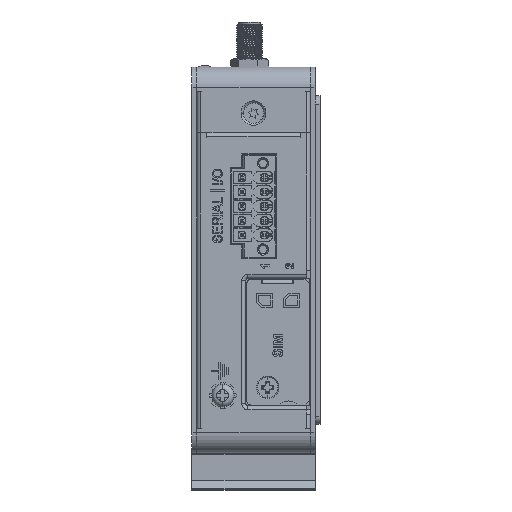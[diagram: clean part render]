
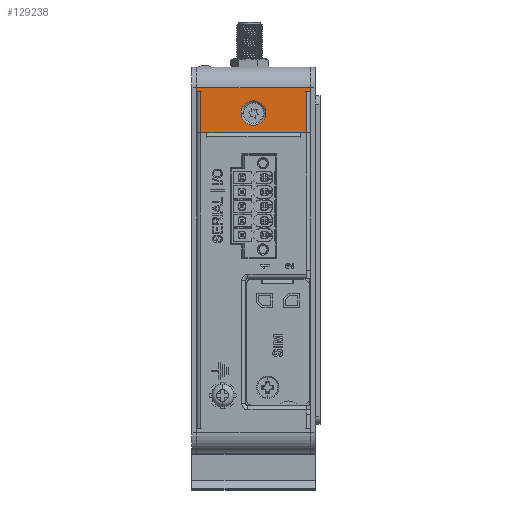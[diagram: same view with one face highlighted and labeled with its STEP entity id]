
A CAD part, left-side view. The second image highlights one B-rep face of the part: STEP entity #129238.
In plain terms, the highlighted planar face has unit normal (-1, 0, 0).
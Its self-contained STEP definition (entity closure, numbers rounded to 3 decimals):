
#898 = VERTEX_POINT ( 'NONE', #37539 ) ;
#3719 = DIRECTION ( 'NONE',  ( 0., 0., 1. ) ) ;
#5495 = VERTEX_POINT ( 'NONE', #34625 ) ;
#7461 = VERTEX_POINT ( 'NONE', #135137 ) ;
#8998 = LINE ( 'NONE', #25419, #114373 ) ;
#11420 = DIRECTION ( 'NONE',  ( 0., -1., 0. ) ) ;
#12138 = VERTEX_POINT ( 'NONE', #102837 ) ;
#12774 = EDGE_CURVE ( 'NONE', #58877, #26420, #39396, .T. ) ;
#12966 = CARTESIAN_POINT ( 'NONE',  ( -64.5, 6., 1.1 ) ) ;
#13636 = DIRECTION ( 'NONE',  ( -1., 0., 0. ) ) ;
#13903 = VECTOR ( 'NONE', #46690, 1000. ) ;
#14628 = LINE ( 'NONE', #99271, #40417 ) ;
#16046 = ORIENTED_EDGE ( 'NONE', *, *, #16268, .T. ) ;
#16268 = EDGE_CURVE ( 'NONE', #58877, #70634, #17730, .T. ) ;
#17221 = VERTEX_POINT ( 'NONE', #43614 ) ;
#17338 = CARTESIAN_POINT ( 'NONE',  ( -64.5, 5., 1.1 ) ) ;
#17730 = LINE ( 'NONE', #85119, #26317 ) ;
#18275 = CARTESIAN_POINT ( 'NONE',  ( -64.5, -2.069, 1. ) ) ;
#19108 = DIRECTION ( 'NONE',  ( 0., 0., -1. ) ) ;
#20222 = VECTOR ( 'NONE', #43436, 1000. ) ;
#20513 = DIRECTION ( 'NONE',  ( 0., 0., -1. ) ) ;
#21263 = EDGE_CURVE ( 'NONE', #54864, #109569, #50404, .T. ) ;
#21383 = CIRCLE ( 'NONE', #88297, 3. ) ;
#22714 = CIRCLE ( 'NONE', #161168, 3. ) ;
#23478 = ORIENTED_EDGE ( 'NONE', *, *, #28165, .F. ) ;
#24311 = EDGE_CURVE ( 'NONE', #5495, #86765, #14628, .T. ) ;
#25419 = CARTESIAN_POINT ( 'NONE',  ( -64.5, 5.9, 26.5 ) ) ;
#26317 = VECTOR ( 'NONE', #113433, 1000. ) ;
#26420 = VERTEX_POINT ( 'NONE', #30841 ) ;
#27441 = CARTESIAN_POINT ( 'NONE',  ( -64.5, 5., 0. ) ) ;
#28165 = EDGE_CURVE ( 'NONE', #26420, #113906, #34507, .T. ) ;
#30610 = EDGE_CURVE ( 'NONE', #32793, #12138, #22714, .T. ) ;
#30841 = CARTESIAN_POINT ( 'NONE',  ( -64.5, 6., 26.5 ) ) ;
#31392 = CARTESIAN_POINT ( 'NONE',  ( -64.5, 5.9, 26.5 ) ) ;
#32793 = VERTEX_POINT ( 'NONE', #47796 ) ;
#33155 = EDGE_CURVE ( 'NONE', #7461, #5495, #161614, .T. ) ;
#34285 = DIRECTION ( 'NONE',  ( -1., 0., 0. ) ) ;
#34507 = LINE ( 'NONE', #87316, #168094 ) ;
#34625 = CARTESIAN_POINT ( 'NONE',  ( -64.5, 6., 1. ) ) ;
#37539 = CARTESIAN_POINT ( 'NONE',  ( -64.5, 5., 27.6 ) ) ;
#38616 = CARTESIAN_POINT ( 'NONE',  ( -64.5, 5., 27.6 ) ) ;
#39396 = LINE ( 'NONE', #58384, #20222 ) ;
#39748 = ORIENTED_EDGE ( 'NONE', *, *, #48894, .F. ) ;
#40417 = VECTOR ( 'NONE', #3719, 1000. ) ;
#41377 = EDGE_CURVE ( 'NONE', #17221, #898, #140305, .T. ) ;
#42352 = ORIENTED_EDGE ( 'NONE', *, *, #149326, .T. ) ;
#42607 = EDGE_LOOP ( 'NONE', ( #39748, #62251 ) ) ;
#43436 = DIRECTION ( 'NONE',  ( 0., 0., -1. ) ) ;
#43614 = CARTESIAN_POINT ( 'NONE',  ( -64.5, 5.9, 27.6 ) ) ;
#43694 = ORIENTED_EDGE ( 'NONE', *, *, #41377, .F. ) ;
#45831 = DIRECTION ( 'NONE',  ( 0., -1., 0. ) ) ;
#46690 = DIRECTION ( 'NONE',  ( 0., 0., -1. ) ) ;
#47378 = VECTOR ( 'NONE', #79180, 1000. ) ;
#47600 = LINE ( 'NONE', #17338, #131591 ) ;
#47796 = CARTESIAN_POINT ( 'NONE',  ( -64.5, 11.2, 16.8 ) ) ;
#48298 = ORIENTED_EDGE ( 'NONE', *, *, #131455, .F. ) ;
#48894 = EDGE_CURVE ( 'NONE', #12138, #32793, #21383, .T. ) ;
#50404 = LINE ( 'NONE', #169674, #13903 ) ;
#53268 = CARTESIAN_POINT ( 'NONE',  ( -64.5, 11.2, 13.8 ) ) ;
#54864 = VERTEX_POINT ( 'NONE', #63857 ) ;
#54908 = VECTOR ( 'NONE', #127477, 1000. ) ;
#56802 = FACE_BOUND ( 'NONE', #42607, .T. ) ;
#58060 = DIRECTION ( 'NONE',  ( 0., -1., 0. ) ) ;
#58384 = CARTESIAN_POINT ( 'NONE',  ( -64.5, 6., 37.885 ) ) ;
#58877 = VERTEX_POINT ( 'NONE', #75008 ) ;
#62251 = ORIENTED_EDGE ( 'NONE', *, *, #30610, .F. ) ;
#62340 = LINE ( 'NONE', #91318, #47378 ) ;
#63857 = CARTESIAN_POINT ( 'NONE',  ( -64.5, 5.9, 1.1 ) ) ;
#66949 = VECTOR ( 'NONE', #11420, 1000. ) ;
#69077 = VECTOR ( 'NONE', #177737, 1000. ) ;
#70634 = VERTEX_POINT ( 'NONE', #129530 ) ;
#75008 = CARTESIAN_POINT ( 'NONE',  ( -64.5, 6., 26.6 ) ) ;
#77991 = ORIENTED_EDGE ( 'NONE', *, *, #86847, .F. ) ;
#79180 = DIRECTION ( 'NONE',  ( 0., 0., -1. ) ) ;
#82915 = ORIENTED_EDGE ( 'NONE', *, *, #128249, .F. ) ;
#85119 = CARTESIAN_POINT ( 'NONE',  ( -64.5, -2.069, 26.6 ) ) ;
#86765 = VERTEX_POINT ( 'NONE', #12966 ) ;
#86847 = EDGE_CURVE ( 'NONE', #898, #113478, #142453, .T. ) ;
#87316 = CARTESIAN_POINT ( 'NONE',  ( -64.5, 6., 26.5 ) ) ;
#88038 = ORIENTED_EDGE ( 'NONE', *, *, #24311, .T. ) ;
#88297 = AXIS2_PLACEMENT_3D ( 'NONE', #141185, #170224, #19108 ) ;
#91318 = CARTESIAN_POINT ( 'NONE',  ( -64.5, 16., 27.6 ) ) ;
#97354 = EDGE_CURVE ( 'NONE', #70634, #7461, #62340, .T. ) ;
#99271 = CARTESIAN_POINT ( 'NONE',  ( -64.5, 6., 27.6 ) ) ;
#102799 = CARTESIAN_POINT ( 'NONE',  ( -64.5, -2.069, 27.6 ) ) ;
#102837 = CARTESIAN_POINT ( 'NONE',  ( -64.5, 11.2, 10.8 ) ) ;
#105858 = CARTESIAN_POINT ( 'NONE',  ( -64.5, 5.9, 27.6 ) ) ;
#106563 = LINE ( 'NONE', #140767, #54908 ) ;
#109569 = VERTEX_POINT ( 'NONE', #132519 ) ;
#113433 = DIRECTION ( 'NONE',  ( 0., 1., 0. ) ) ;
#113478 = VERTEX_POINT ( 'NONE', #27441 ) ;
#113906 = VERTEX_POINT ( 'NONE', #31392 ) ;
#114373 = VECTOR ( 'NONE', #125739, 1000. ) ;
#121974 = ORIENTED_EDGE ( 'NONE', *, *, #12774, .F. ) ;
#125739 = DIRECTION ( 'NONE',  ( 0., 0., 1. ) ) ;
#127477 = DIRECTION ( 'NONE',  ( 0., 1., 0. ) ) ;
#128249 = EDGE_CURVE ( 'NONE', #113478, #109569, #106563, .T. ) ;
#129238 = ADVANCED_FACE ( 'NONE', ( #140816, #56802 ), #143148, .T. ) ;
#129530 = CARTESIAN_POINT ( 'NONE',  ( -64.5, 16., 26.6 ) ) ;
#131455 = EDGE_CURVE ( 'NONE', #113906, #17221, #8998, .T. ) ;
#131591 = VECTOR ( 'NONE', #58060, 1000. ) ;
#132519 = CARTESIAN_POINT ( 'NONE',  ( -64.5, 5.9, 0. ) ) ;
#135137 = CARTESIAN_POINT ( 'NONE',  ( -64.5, 16., 1. ) ) ;
#140100 = VECTOR ( 'NONE', #45831, 1000. ) ;
#140305 = LINE ( 'NONE', #105858, #66949 ) ;
#140767 = CARTESIAN_POINT ( 'NONE',  ( -64.5, -2.069, 0. ) ) ;
#140816 = FACE_OUTER_BOUND ( 'NONE', #162511, .T. ) ;
#141185 = CARTESIAN_POINT ( 'NONE',  ( -64.5, 11.2, 13.8 ) ) ;
#142453 = LINE ( 'NONE', #38616, #69077 ) ;
#143148 = PLANE ( 'NONE',  #170371 ) ;
#143444 = ORIENTED_EDGE ( 'NONE', *, *, #97354, .T. ) ;
#144305 = ORIENTED_EDGE ( 'NONE', *, *, #33155, .T. ) ;
#145032 = ORIENTED_EDGE ( 'NONE', *, *, #21263, .T. ) ;
#149326 = EDGE_CURVE ( 'NONE', #86765, #54864, #47600, .T. ) ;
#161168 = AXIS2_PLACEMENT_3D ( 'NONE', #53268, #13636, #168316 ) ;
#161614 = LINE ( 'NONE', #18275, #140100 ) ;
#162511 = EDGE_LOOP ( 'NONE', ( #77991, #43694, #48298, #23478, #121974, #16046, #143444, #144305, #88038, #42352, #145032, #82915 ) ) ;
#168094 = VECTOR ( 'NONE', #169344, 1000. ) ;
#168316 = DIRECTION ( 'NONE',  ( 0., 0., -1. ) ) ;
#169344 = DIRECTION ( 'NONE',  ( 0., -1., 0. ) ) ;
#169674 = CARTESIAN_POINT ( 'NONE',  ( -64.5, 5.9, 27.6 ) ) ;
#170224 = DIRECTION ( 'NONE',  ( -1., 0., 0. ) ) ;
#170371 = AXIS2_PLACEMENT_3D ( 'NONE', #102799, #34285, #20513 ) ;
#177737 = DIRECTION ( 'NONE',  ( 0., 0., -1. ) ) ;
